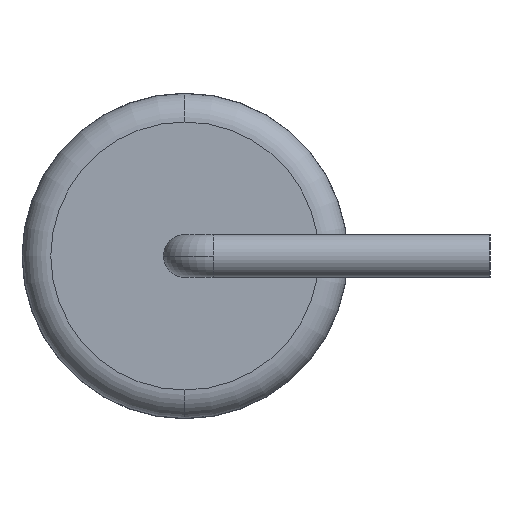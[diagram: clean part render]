
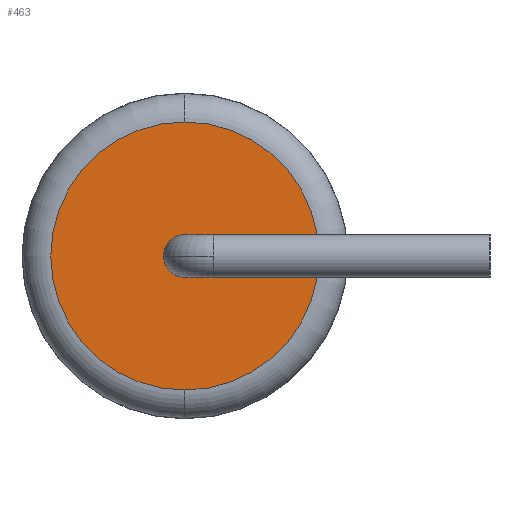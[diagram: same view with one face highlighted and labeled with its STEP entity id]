
A CAD part, left-side view. The second image highlights one B-rep face of the part: STEP entity #463.
In plain terms, the highlighted planar face has unit normal (-1, 0, 0).
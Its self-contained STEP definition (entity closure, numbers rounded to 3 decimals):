
#12 = AXIS2_PLACEMENT_3D ( 'NONE', #806, #45, #506 ) ;
#28 = VERTEX_POINT ( 'NONE', #667 ) ;
#45 = DIRECTION ( 'NONE',  ( -1., 0., 0. ) ) ;
#50 = CARTESIAN_POINT ( 'NONE',  ( -7.15, 3.35, 0. ) ) ;
#72 = EDGE_LOOP ( 'NONE', ( #562, #679 ) ) ;
#86 = DIRECTION ( 'NONE',  ( 0., 0., -1. ) ) ;
#112 = EDGE_LOOP ( 'NONE', ( #798, #646 ) ) ;
#192 = FACE_BOUND ( 'NONE', #72, .T. ) ;
#197 = AXIS2_PLACEMENT_3D ( 'NONE', #507, #232, #877 ) ;
#201 = EDGE_CURVE ( 'NONE', #804, #1041, #663, .T. ) ;
#232 = DIRECTION ( 'NONE',  ( -1., 0., 0. ) ) ;
#250 = FACE_OUTER_BOUND ( 'NONE', #112, .T. ) ;
#272 = CIRCLE ( 'NONE', #12, 0.375 ) ;
#277 = VERTEX_POINT ( 'NONE', #1159 ) ;
#383 = AXIS2_PLACEMENT_3D ( 'NONE', #50, #894, #1178 ) ;
#463 = ADVANCED_FACE ( 'NONE', ( #192, #250 ), #1121, .F. ) ;
#472 = CARTESIAN_POINT ( 'NONE',  ( -7.15, 3.35, 2.35 ) ) ;
#506 = DIRECTION ( 'NONE',  ( 0., 0., -1. ) ) ;
#507 = CARTESIAN_POINT ( 'NONE',  ( -7.15, 3.35, 0. ) ) ;
#562 = ORIENTED_EDGE ( 'NONE', *, *, #599, .F. ) ;
#568 = CARTESIAN_POINT ( 'NONE',  ( -7.15, 3.35, 0. ) ) ;
#599 = EDGE_CURVE ( 'NONE', #28, #277, #963, .T. ) ;
#632 = AXIS2_PLACEMENT_3D ( 'NONE', #917, #814, #1103 ) ;
#646 = ORIENTED_EDGE ( 'NONE', *, *, #1136, .T. ) ;
#654 = DIRECTION ( 'NONE',  ( 1., 0., 0. ) ) ;
#659 = AXIS2_PLACEMENT_3D ( 'NONE', #568, #654, #86 ) ;
#663 = CIRCLE ( 'NONE', #383, 2.35 ) ;
#667 = CARTESIAN_POINT ( 'NONE',  ( -7.15, 3.35, 0.375 ) ) ;
#679 = ORIENTED_EDGE ( 'NONE', *, *, #1077, .F. ) ;
#798 = ORIENTED_EDGE ( 'NONE', *, *, #201, .T. ) ;
#804 = VERTEX_POINT ( 'NONE', #472 ) ;
#806 = CARTESIAN_POINT ( 'NONE',  ( -7.15, 3.35, 0. ) ) ;
#814 = DIRECTION ( 'NONE',  ( -1., 0., 0. ) ) ;
#877 = DIRECTION ( 'NONE',  ( 0., 0., -1. ) ) ;
#894 = DIRECTION ( 'NONE',  ( -1., 0., 0. ) ) ;
#917 = CARTESIAN_POINT ( 'NONE',  ( -7.15, 3.35, 0. ) ) ;
#960 = CIRCLE ( 'NONE', #632, 2.35 ) ;
#963 = CIRCLE ( 'NONE', #197, 0.375 ) ;
#989 = CARTESIAN_POINT ( 'NONE',  ( -7.15, 3.35, -2.35 ) ) ;
#1041 = VERTEX_POINT ( 'NONE', #989 ) ;
#1077 = EDGE_CURVE ( 'NONE', #277, #28, #272, .T. ) ;
#1103 = DIRECTION ( 'NONE',  ( 0., 0., 1. ) ) ;
#1121 = PLANE ( 'NONE',  #659 ) ;
#1136 = EDGE_CURVE ( 'NONE', #1041, #804, #960, .T. ) ;
#1159 = CARTESIAN_POINT ( 'NONE',  ( -7.15, 3.35, -0.375 ) ) ;
#1178 = DIRECTION ( 'NONE',  ( 0., 0., 1. ) ) ;
